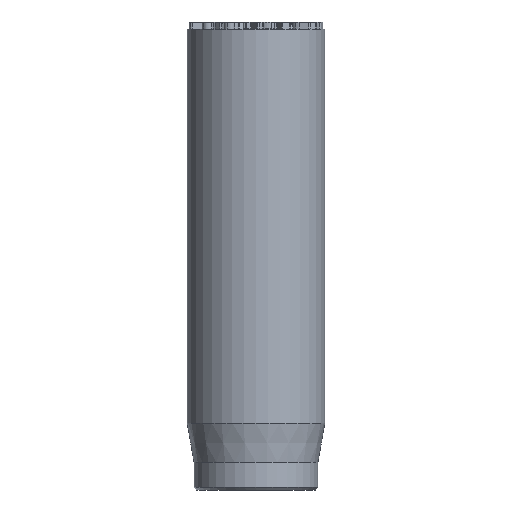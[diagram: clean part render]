
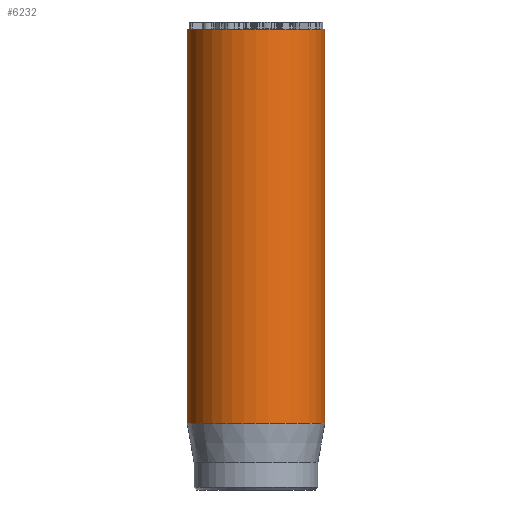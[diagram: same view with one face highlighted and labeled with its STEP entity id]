
A CAD part, front view. The second image highlights one B-rep face of the part: STEP entity #6232.
In plain terms, the highlighted cylindrical face has radius 2.5 mm (diameter 5 mm), a full revolution.
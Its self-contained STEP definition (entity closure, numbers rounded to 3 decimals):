
#36=CYLINDRICAL_SURFACE('',#6480,2.5);
#50=CIRCLE('',#6447,2.5);
#66=CIRCLE('',#6478,2.5);
#67=CIRCLE('',#6479,2.5);
#1016=FACE_OUTER_BOUND('',#1383,.T.);
#1383=EDGE_LOOP('',(#5521,#5522,#5523,#5524,#5525));
#1848=LINE('',#11381,#2331);
#2331=VECTOR('',#7177,2.5);
#2918=VERTEX_POINT('',#11320);
#2934=VERTEX_POINT('',#11375);
#2935=VERTEX_POINT('',#11376);
#3789=EDGE_CURVE('',#2918,#2918,#50,.T.);
#3813=EDGE_CURVE('',#2934,#2935,#66,.T.);
#3814=EDGE_CURVE('',#2935,#2934,#67,.T.);
#3816=EDGE_CURVE('',#2918,#2934,#1848,.T.);
#5521=ORIENTED_EDGE('',*,*,#3789,.T.);
#5522=ORIENTED_EDGE('',*,*,#3816,.T.);
#5523=ORIENTED_EDGE('',*,*,#3813,.T.);
#5524=ORIENTED_EDGE('',*,*,#3814,.T.);
#5525=ORIENTED_EDGE('',*,*,#3816,.F.);
#6232=ADVANCED_FACE('',(#1016),#36,.T.);
#6447=AXIS2_PLACEMENT_3D('',#11321,#7100,#7101);
#6478=AXIS2_PLACEMENT_3D('',#11377,#7170,#7171);
#6479=AXIS2_PLACEMENT_3D('',#11378,#7172,#7173);
#6480=AXIS2_PLACEMENT_3D('',#11380,#7175,#7176);
#7100=DIRECTION('center_axis',(0.,0.,-1.));
#7101=DIRECTION('ref_axis',(-1.,0.,0.));
#7170=DIRECTION('center_axis',(0.,0.,1.));
#7171=DIRECTION('ref_axis',(-1.,0.,0.));
#7172=DIRECTION('center_axis',(0.,0.,1.));
#7173=DIRECTION('ref_axis',(-1.,0.,0.));
#7175=DIRECTION('center_axis',(0.,0.,1.));
#7176=DIRECTION('ref_axis',(-1.,0.,0.));
#7177=DIRECTION('',(0.,0.,-1.));
#11320=CARTESIAN_POINT('',(2.5,0.,16.75));
#11321=CARTESIAN_POINT('Origin',(0.,0.,16.75));
#11375=CARTESIAN_POINT('',(2.5,0.,2.418));
#11376=CARTESIAN_POINT('',(-2.5,0.,2.418));
#11377=CARTESIAN_POINT('Origin',(0.,0.,2.418));
#11378=CARTESIAN_POINT('Origin',(0.,0.,2.418));
#11380=CARTESIAN_POINT('Origin',(0.,0.,0.));
#11381=CARTESIAN_POINT('',(2.5,0.,0.));
